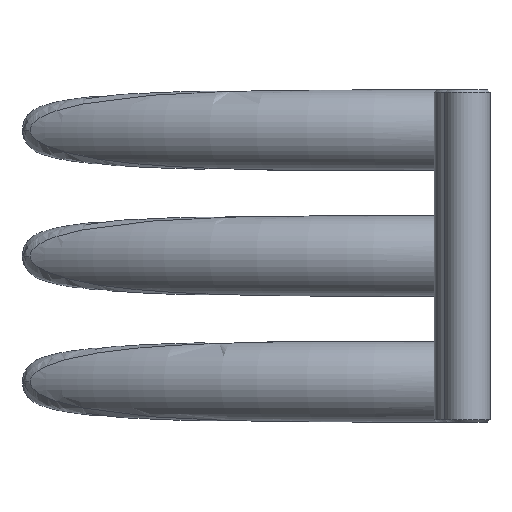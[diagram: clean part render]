
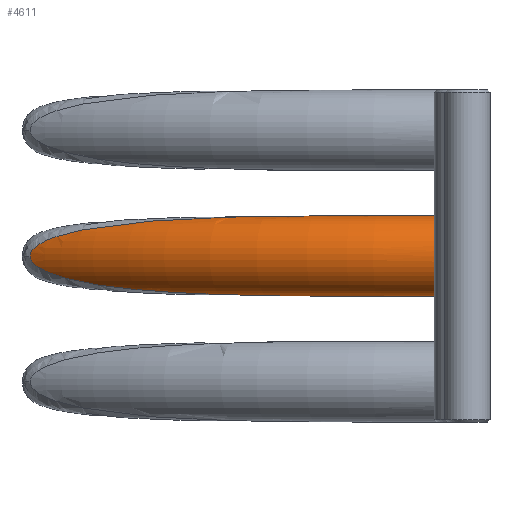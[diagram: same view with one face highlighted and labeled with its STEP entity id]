
A CAD part, front view. The second image highlights one B-rep face of the part: STEP entity #4611.
In plain terms, the highlighted toroidal (fillet/blend) face has major radius 66.038 mm and minor radius 4 mm.
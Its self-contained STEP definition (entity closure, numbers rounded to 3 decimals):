
#29=TOROIDAL_SURFACE('',#5011,66.038,4.);
#39=B_SPLINE_CURVE_WITH_KNOTS('',3,(#7469,#7470,#7471,#7472,#7473,#7474,
#7475),.UNSPECIFIED.,.F.,.F.,(4,1,1,1,4),(-1.563,-0.668,
0.228,1.123,1.571),.UNSPECIFIED.);
#44=B_SPLINE_CURVE_WITH_KNOTS('',3,(#7532,#7533,#7534,#7535),
 .UNSPECIFIED.,.F.,.F.,(4,4),(1.571,1.571),
 .UNSPECIFIED.);
#47=B_SPLINE_CURVE_WITH_KNOTS('',3,(#7745,#7746,#7747,#7748,#7749,#7750,
#7751,#7752,#7753,#7754,#7755,#7756,#7757,#7758,#7759,#7760,#7761,#7762,
#7763,#7764,#7765,#7766,#7767),.UNSPECIFIED.,.F.,.F.,(4,2,1,1,1,1,1,1,1,
1,1,1,1,1,1,1,1,1,1,4),(-4.174,-4.155,-3.324,
-2.493,-1.662,-1.246,-0.831,
-0.415,-0.312,-0.208,-0.156,
-0.104,-0.078,-0.052,-0.039,
-0.026,-0.019,-0.013,-0.006,
0.),.UNSPECIFIED.);
#49=B_SPLINE_CURVE_WITH_KNOTS('',3,(#7794,#7795,#7796,#7797,#7798,#7799,
#7800,#7801,#7802,#7803,#7804,#7805,#7806,#7807,#7808,#7809,#7810,#7811,
#7812,#7813),.UNSPECIFIED.,.F.,.F.,(4,1,1,1,1,1,1,1,1,1,1,1,1,1,2,1,4),
(0.,0.005,0.01,0.021,0.031,
0.041,0.062,0.083,0.165,
0.331,0.661,1.323,1.984,2.645,
3.306,3.734,4.162),.UNSPECIFIED.);
#295=FACE_OUTER_BOUND('',#604,.T.);
#604=EDGE_LOOP('',(#3261,#3262,#3263,#3264));
#1924=VERTEX_POINT('',#7466);
#1925=VERTEX_POINT('',#7468);
#1927=VERTEX_POINT('',#7525);
#1929=VERTEX_POINT('',#7744);
#2397=EDGE_CURVE('',#1924,#1925,#39,.T.);
#2404=EDGE_CURVE('',#1925,#1927,#44,.T.);
#2407=EDGE_CURVE('',#1927,#1929,#47,.T.);
#2410=EDGE_CURVE('',#1929,#1924,#49,.T.);
#3261=ORIENTED_EDGE('',*,*,#2404,.F.);
#3262=ORIENTED_EDGE('',*,*,#2397,.F.);
#3263=ORIENTED_EDGE('',*,*,#2410,.F.);
#3264=ORIENTED_EDGE('',*,*,#2407,.F.);
#4611=ADVANCED_FACE('',(#295),#29,.T.);
#5011=AXIS2_PLACEMENT_3D('',#7793,#5853,#5854);
#5853=DIRECTION('center_axis',(0.,0.,1.));
#5854=DIRECTION('ref_axis',(1.,0.,0.));
#7466=CARTESIAN_POINT('',(-1.5,-0.029,4.));
#7468=CARTESIAN_POINT('',(-1.5,0.,-4.));
#7469=CARTESIAN_POINT('Ctrl Pts',(-1.5,-0.029,
4.));
#7470=CARTESIAN_POINT('Ctrl Pts',(-1.5,-1.223,3.991));
#7471=CARTESIAN_POINT('Ctrl Pts',(-1.5,-3.589,2.836));
#7472=CARTESIAN_POINT('Ctrl Pts',(-1.5,-4.456,-1.035));
#7473=CARTESIAN_POINT('Ctrl Pts',(-1.5,-2.395,-3.604));
#7474=CARTESIAN_POINT('Ctrl Pts',(-1.5,-0.597,-4.));
#7475=CARTESIAN_POINT('Ctrl Pts',(-1.5,0.,
-4.));
#7525=CARTESIAN_POINT('',(-1.5,0.001,-4.));
#7532=CARTESIAN_POINT('Ctrl Pts',(-1.5,0.,
-4.));
#7533=CARTESIAN_POINT('Ctrl Pts',(-1.5,0.,
-4.));
#7534=CARTESIAN_POINT('Ctrl Pts',(-1.5,0.001,
-4.));
#7535=CARTESIAN_POINT('Ctrl Pts',(-1.5,0.001,
-4.));
#7744=CARTESIAN_POINT('',(-42.176,9.382,0.));
#7745=CARTESIAN_POINT('Ctrl Pts',(-1.5,0.001,
-4.));
#7746=CARTESIAN_POINT('Ctrl Pts',(-1.569,0.002,
-4.));
#7747=CARTESIAN_POINT('Ctrl Pts',(-1.638,0.002,
-4.));
#7748=CARTESIAN_POINT('Ctrl Pts',(-4.471,0.023,
-4.));
#7749=CARTESIAN_POINT('Ctrl Pts',(-10.011,0.305,-4.002));
#7750=CARTESIAN_POINT('Ctrl Pts',(-18.285,1.455,-3.966));
#7751=CARTESIAN_POINT('Ctrl Pts',(-25.122,3.029,-3.801));
#7752=CARTESIAN_POINT('Ctrl Pts',(-30.526,4.661,-3.469));
#7753=CARTESIAN_POINT('Ctrl Pts',(-34.549,6.076,-3.049));
#7754=CARTESIAN_POINT('Ctrl Pts',(-37.523,7.277,-2.534));
#7755=CARTESIAN_POINT('Ctrl Pts',(-39.476,8.13,-1.976));
#7756=CARTESIAN_POINT('Ctrl Pts',(-40.287,8.496,-1.681));
#7757=CARTESIAN_POINT('Ctrl Pts',(-40.926,8.79,-1.382));
#7758=CARTESIAN_POINT('Ctrl Pts',(-41.319,8.974,-1.155));
#7759=CARTESIAN_POINT('Ctrl Pts',(-41.627,9.119,-0.929));
#7760=CARTESIAN_POINT('Ctrl Pts',(-41.815,9.209,-0.758));
#7761=CARTESIAN_POINT('Ctrl Pts',(-41.957,9.277,-0.591));
#7762=CARTESIAN_POINT('Ctrl Pts',(-42.041,9.317,-0.466));
#7763=CARTESIAN_POINT('Ctrl Pts',(-42.101,9.346,-0.348));
#7764=CARTESIAN_POINT('Ctrl Pts',(-42.14,9.365,-0.247));
#7765=CARTESIAN_POINT('Ctrl Pts',(-42.168,9.379,-0.13));
#7766=CARTESIAN_POINT('Ctrl Pts',(-42.176,9.382,-0.043));
#7767=CARTESIAN_POINT('Ctrl Pts',(-42.176,9.382,0.));
#7793=CARTESIAN_POINT('Origin',(-1.,66.038,0.));
#7794=CARTESIAN_POINT('Ctrl Pts',(-42.176,9.382,0.));
#7795=CARTESIAN_POINT('Ctrl Pts',(-42.176,9.382,0.034));
#7796=CARTESIAN_POINT('Ctrl Pts',(-42.171,9.38,0.104));
#7797=CARTESIAN_POINT('Ctrl Pts',(-42.146,9.368,0.232));
#7798=CARTESIAN_POINT('Ctrl Pts',(-42.094,9.343,0.368));
#7799=CARTESIAN_POINT('Ctrl Pts',(-42.019,9.307,0.501));
#7800=CARTESIAN_POINT('Ctrl Pts',(-41.91,9.255,0.652));
#7801=CARTESIAN_POINT('Ctrl Pts',(-41.766,9.185,0.806));
#7802=CARTESIAN_POINT('Ctrl Pts',(-41.403,9.013,1.114));
#7803=CARTESIAN_POINT('Ctrl Pts',(-40.589,8.632,1.578));
#7804=CARTESIAN_POINT('Ctrl Pts',(-38.784,7.816,2.233));
#7805=CARTESIAN_POINT('Ctrl Pts',(-35.126,6.28,3.009));
#7806=CARTESIAN_POINT('Ctrl Pts',(-29.796,4.374,3.557));
#7807=CARTESIAN_POINT('Ctrl Pts',(-23.317,2.57,3.859));
#7808=CARTESIAN_POINT('Ctrl Pts',(-16.771,1.235,3.972));
#7809=CARTESIAN_POINT('Ctrl Pts',(-12.377,0.655,3.991));
#7810=CARTESIAN_POINT('Ctrl Pts',(-8.754,0.306,3.998));
#7811=CARTESIAN_POINT('Ctrl Pts',(-5.579,0.052,4.));
#7812=CARTESIAN_POINT('Ctrl Pts',(-2.662,-0.077,
3.999));
#7813=CARTESIAN_POINT('Ctrl Pts',(-1.5,-0.029,
4.));
